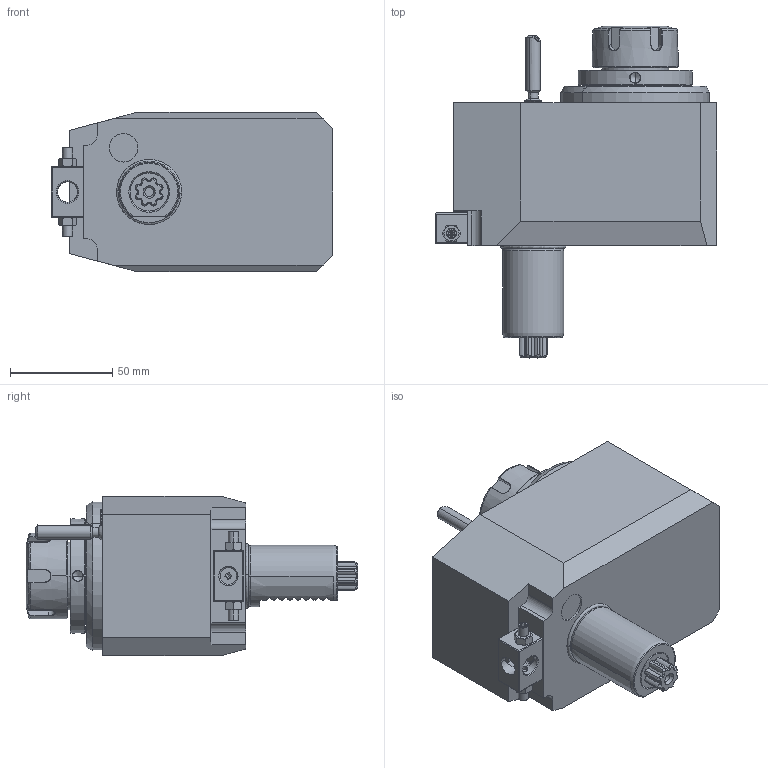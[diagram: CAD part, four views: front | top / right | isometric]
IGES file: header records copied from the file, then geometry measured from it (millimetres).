
Start section:  PTC IGES file: ngt1_30_311_25_1_1_50_1_2.igs
Global section: file name: ngt1_30_311_25_1_1_50_1_2.igs; native system: Pro/ENGINEER by Parametric Technology Corporation; preprocessor: 2010280; author: vali; organization: Unknown; date: 20200124.133833; units: millimetre
Bounding box: 138 x 162.6 x 78 mm (x, y, z)
Volume: 780627.3 mm3; surface area: 64086.9 mm2
Topology: 1 solids, 1 shells, 415 faces, 1035 edges, 627 vertices
Faces by surface type: revolution 211, bspline 204
